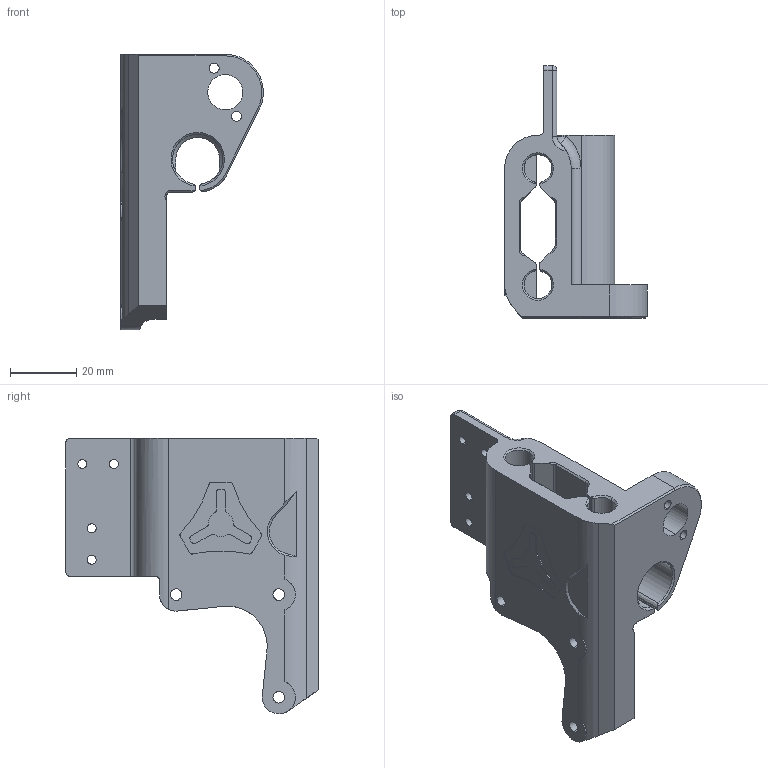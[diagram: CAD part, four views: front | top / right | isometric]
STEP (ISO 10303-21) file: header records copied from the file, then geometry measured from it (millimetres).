
FILE_DESCRIPTION (( 'STEP AP203' ), '1' );
FILE_NAME ('XZ_Motor.STEP', '2019-10-13T00:04:17', ( '' ), ( '' ), 'SwSTEP 2.0', 'SolidWorks 2018', '' );
FILE_SCHEMA (( 'CONFIG_CONTROL_DESIGN' ));
Length unit declared in the file: millimetre
Products named in the file (1): XZ_Motor
Bounding box: 43.09 x 76.2 x 83.2 mm (x, y, z)
Volume: 47270.6 mm3; surface area: 21968.5 mm2
Topology: 1 solids, 1 shells, 233 faces, 666 edges, 432 vertices
Faces by surface type: cylinder 130, plane 74, cone 16, torus 5, bspline 5, sphere 3
Entity records: 8248 total; most frequent: CARTESIAN_POINT 1974, DIRECTION 1327, ORIENTED_EDGE 1326, EDGE_CURVE 663, AXIS2_PLACEMENT_3D 503, VERTEX_POINT 432, LINE 321, VECTOR 321
